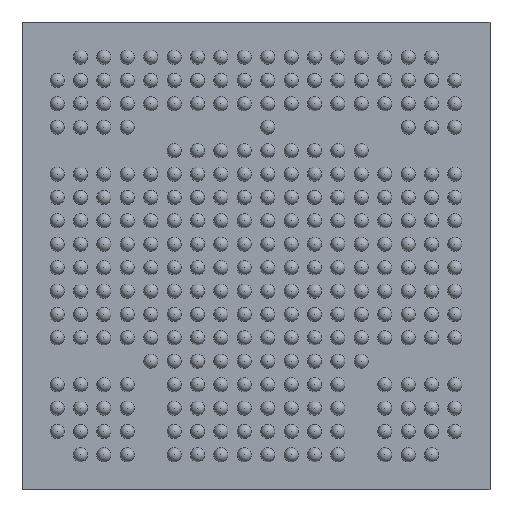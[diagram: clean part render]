
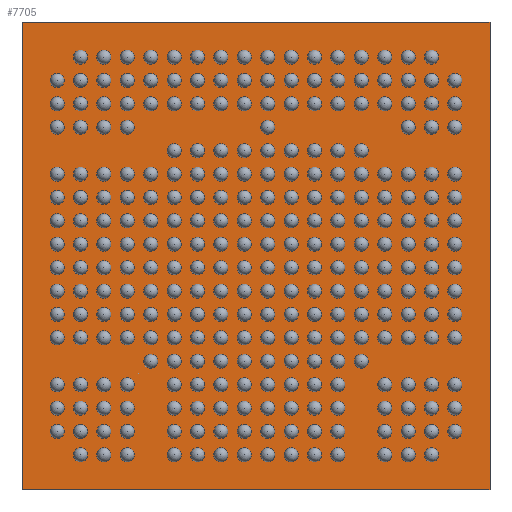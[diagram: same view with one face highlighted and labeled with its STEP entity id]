
A CAD part, front view. The second image highlights one B-rep face of the part: STEP entity #7705.
In plain terms, the highlighted planar face has unit normal (0, -1, 0).
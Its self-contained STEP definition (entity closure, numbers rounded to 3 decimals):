
#1553 = CARTESIAN_POINT ( 'NONE',  ( 5., 0.15, -5. ) ) ;
#1592 = CARTESIAN_POINT ( 'NONE',  ( -5., 0.15, -5. ) ) ;
#1714 = EDGE_LOOP ( 'NONE', ( #12025, #3852, #4319, #5616 ) ) ;
#2810 = PLANE ( 'NONE',  #11051 ) ;
#2977 = CARTESIAN_POINT ( 'NONE',  ( -5., 0.15, 5. ) ) ;
#3383 = EDGE_CURVE ( 'NONE', #8856, #9785, #9795, .T. ) ;
#3806 = DIRECTION ( 'NONE',  ( 1., 0., 0. ) ) ;
#3852 = ORIENTED_EDGE ( 'NONE', *, *, #3383, .T. ) ;
#4319 = ORIENTED_EDGE ( 'NONE', *, *, #14754, .T. ) ;
#4851 = VECTOR ( 'NONE', #7457, 1000. ) ;
#5616 = ORIENTED_EDGE ( 'NONE', *, *, #8196, .T. ) ;
#6359 = CARTESIAN_POINT ( 'NONE',  ( -5., 0.15, 5. ) ) ;
#6515 = DIRECTION ( 'NONE',  ( 0., 0., -1. ) ) ;
#6708 = CARTESIAN_POINT ( 'NONE',  ( 0., 0.15, 0. ) ) ;
#7457 = DIRECTION ( 'NONE',  ( -1., 0., 0. ) ) ;
#7705 = ADVANCED_FACE ( 'NONE', ( #8988 ), #2810, .T. ) ;
#7835 = VECTOR ( 'NONE', #6515, 1000. ) ;
#8196 = EDGE_CURVE ( 'NONE', #13988, #15200, #13111, .T. ) ;
#8856 = VERTEX_POINT ( 'NONE', #1553 ) ;
#8988 = FACE_OUTER_BOUND ( 'NONE', #1714, .T. ) ;
#9088 = DIRECTION ( 'NONE',  ( 0., -1., 0. ) ) ;
#9314 = CARTESIAN_POINT ( 'NONE',  ( 5., 0.15, 5. ) ) ;
#9570 = EDGE_CURVE ( 'NONE', #15200, #8856, #15272, .T. ) ;
#9721 = LINE ( 'NONE', #6359, #4851 ) ;
#9785 = VERTEX_POINT ( 'NONE', #14651 ) ;
#9795 = LINE ( 'NONE', #9314, #12635 ) ;
#9873 = DIRECTION ( 'NONE',  ( 1., 0., 0. ) ) ;
#10037 = CARTESIAN_POINT ( 'NONE',  ( -5., 0.15, -5. ) ) ;
#11051 = AXIS2_PLACEMENT_3D ( 'NONE', #6708, #9088, #9873 ) ;
#11349 = CARTESIAN_POINT ( 'NONE',  ( -5., 0.15, 5. ) ) ;
#11586 = DIRECTION ( 'NONE',  ( 0., 0., 1. ) ) ;
#12025 = ORIENTED_EDGE ( 'NONE', *, *, #9570, .T. ) ;
#12635 = VECTOR ( 'NONE', #11586, 1000. ) ;
#13111 = LINE ( 'NONE', #2977, #7835 ) ;
#13974 = VECTOR ( 'NONE', #3806, 1000. ) ;
#13988 = VERTEX_POINT ( 'NONE', #11349 ) ;
#14651 = CARTESIAN_POINT ( 'NONE',  ( 5., 0.15, 5. ) ) ;
#14754 = EDGE_CURVE ( 'NONE', #9785, #13988, #9721, .T. ) ;
#15200 = VERTEX_POINT ( 'NONE', #10037 ) ;
#15272 = LINE ( 'NONE', #1592, #13974 ) ;
